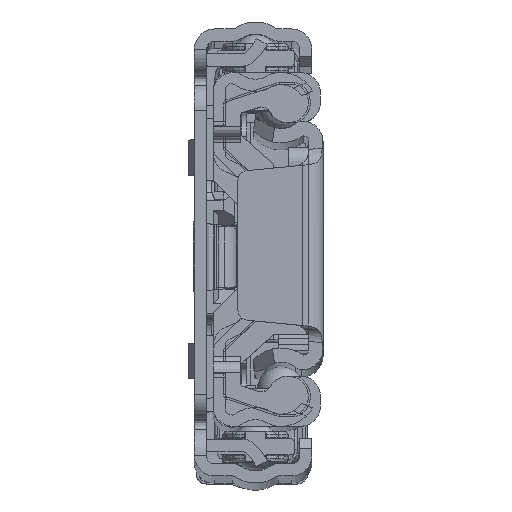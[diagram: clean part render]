
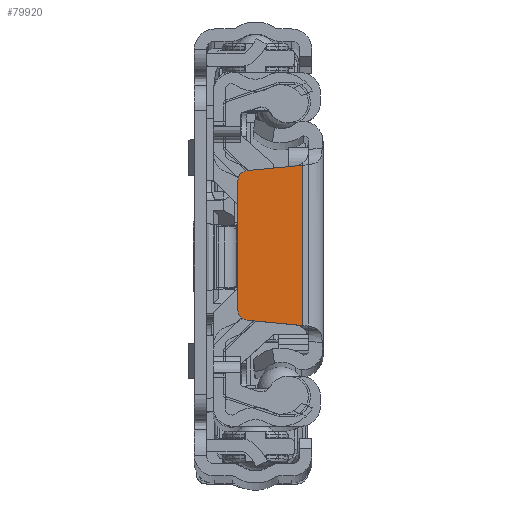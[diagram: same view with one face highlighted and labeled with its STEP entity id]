
A CAD part, top view. The second image highlights one B-rep face of the part: STEP entity #79920.
In plain terms, the highlighted face is planar.
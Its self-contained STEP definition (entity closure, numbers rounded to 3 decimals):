
#948 = DIRECTION ( 'NONE',  ( 0., 0., 1. ) ) ;
#5508 = DIRECTION ( 'NONE',  ( -0.995, -0.095, 0. ) ) ;
#5952 = AXIS2_PLACEMENT_3D ( 'NONE', #79878, #948, #47052 ) ;
#7725 = VERTEX_POINT ( 'NONE', #27225 ) ;
#8802 = ORIENTED_EDGE ( 'NONE', *, *, #64543, .T. ) ;
#10829 = CARTESIAN_POINT ( 'NONE',  ( -8.4, 6.391, 0. ) ) ;
#11523 = EDGE_CURVE ( 'NONE', #64034, #33066, #30708, .T. ) ;
#13214 = DIRECTION ( 'NONE',  ( 0., 0., -1. ) ) ;
#14176 = VECTOR ( 'NONE', #5508, 1000. ) ;
#14189 = LINE ( 'NONE', #78070, #28817 ) ;
#16753 = AXIS2_PLACEMENT_3D ( 'NONE', #24155, #76342, #57329 ) ;
#18039 = VECTOR ( 'NONE', #48005, 1000. ) ;
#18700 = VERTEX_POINT ( 'NONE', #10829 ) ;
#20483 = CARTESIAN_POINT ( 'NONE',  ( -8.4, -6.391, 0. ) ) ;
#20554 = CIRCLE ( 'NONE', #16753, 1. ) ;
#21002 = LINE ( 'NONE', #76640, #81841 ) ;
#21134 = LINE ( 'NONE', #48855, #18039 ) ;
#22083 = LINE ( 'NONE', #45113, #76735 ) ;
#22709 = CIRCLE ( 'NONE', #51242, 1. ) ;
#22907 = ORIENTED_EDGE ( 'NONE', *, *, #11523, .F. ) ;
#23391 = ORIENTED_EDGE ( 'NONE', *, *, #52882, .T. ) ;
#24155 = CARTESIAN_POINT ( 'NONE',  ( -7.4, -6.391, 0. ) ) ;
#27225 = CARTESIAN_POINT ( 'NONE',  ( -7.495, -7.386, 0. ) ) ;
#28817 = VECTOR ( 'NONE', #70607, 1000. ) ;
#29419 = ORIENTED_EDGE ( 'NONE', *, *, #31953, .T. ) ;
#30708 = LINE ( 'NONE', #44978, #14176 ) ;
#31953 = EDGE_CURVE ( 'NONE', #48133, #78810, #21002, .T. ) ;
#33066 = VERTEX_POINT ( 'NONE', #49993 ) ;
#36573 = FACE_OUTER_BOUND ( 'NONE', #48221, .T. ) ;
#38901 = CARTESIAN_POINT ( 'NONE',  ( -7.4, 6.391, 0. ) ) ;
#39476 = DIRECTION ( 'NONE',  ( 1., 0., 0. ) ) ;
#39486 = VERTEX_POINT ( 'NONE', #58979 ) ;
#40757 = CARTESIAN_POINT ( 'NONE',  ( -2.758, 7.837, 0. ) ) ;
#42621 = EDGE_CURVE ( 'NONE', #7725, #78810, #14189, .T. ) ;
#43310 = ORIENTED_EDGE ( 'NONE', *, *, #42621, .F. ) ;
#44978 = CARTESIAN_POINT ( 'NONE',  ( -8.4, 7.3, 0. ) ) ;
#45113 = CARTESIAN_POINT ( 'NONE',  ( -2., 7.91, 0. ) ) ;
#46716 = DIRECTION ( 'NONE',  ( 0., -1., 0. ) ) ;
#47052 = DIRECTION ( 'NONE',  ( 1., 0., 0. ) ) ;
#48005 = DIRECTION ( 'NONE',  ( 0., 1., 0. ) ) ;
#48133 = VERTEX_POINT ( 'NONE', #83289 ) ;
#48221 = EDGE_LOOP ( 'NONE', ( #43310, #62584, #23391, #79034, #22907, #72183, #8802, #29419 ) ) ;
#48239 = EDGE_CURVE ( 'NONE', #18700, #33066, #22709, .T. ) ;
#48855 = CARTESIAN_POINT ( 'NONE',  ( -8.4, 8.1, 0. ) ) ;
#49993 = CARTESIAN_POINT ( 'NONE',  ( -7.495, 7.386, 0. ) ) ;
#50497 = LINE ( 'NONE', #72351, #83460 ) ;
#51242 = AXIS2_PLACEMENT_3D ( 'NONE', #38901, #13214, #39476 ) ;
#52882 = EDGE_CURVE ( 'NONE', #68921, #18700, #21134, .T. ) ;
#57329 = DIRECTION ( 'NONE',  ( 1., 0., 0. ) ) ;
#58979 = CARTESIAN_POINT ( 'NONE',  ( -2., 7.91, 0. ) ) ;
#62584 = ORIENTED_EDGE ( 'NONE', *, *, #64788, .T. ) ;
#64034 = VERTEX_POINT ( 'NONE', #40757 ) ;
#64543 = EDGE_CURVE ( 'NONE', #39486, #48133, #50497, .T. ) ;
#64788 = EDGE_CURVE ( 'NONE', #7725, #68921, #20554, .T. ) ;
#66662 = PLANE ( 'NONE',  #5952 ) ;
#67995 = CARTESIAN_POINT ( 'NONE',  ( -2.758, -7.837, 0. ) ) ;
#68921 = VERTEX_POINT ( 'NONE', #20483 ) ;
#69478 = DIRECTION ( 'NONE',  ( -0.995, 0.095, 0. ) ) ;
#70607 = DIRECTION ( 'NONE',  ( 0.995, -0.095, 0. ) ) ;
#71044 = DIRECTION ( 'NONE',  ( -0.995, -0.095, 0. ) ) ;
#72183 = ORIENTED_EDGE ( 'NONE', *, *, #74328, .F. ) ;
#72351 = CARTESIAN_POINT ( 'NONE',  ( -2., -13.87, 0. ) ) ;
#74328 = EDGE_CURVE ( 'NONE', #39486, #64034, #22083, .T. ) ;
#76342 = DIRECTION ( 'NONE',  ( 0., 0., -1. ) ) ;
#76640 = CARTESIAN_POINT ( 'NONE',  ( -2., -7.91, 0. ) ) ;
#76735 = VECTOR ( 'NONE', #71044, 1000. ) ;
#78070 = CARTESIAN_POINT ( 'NONE',  ( -8.4, -7.3, 0. ) ) ;
#78810 = VERTEX_POINT ( 'NONE', #67995 ) ;
#79034 = ORIENTED_EDGE ( 'NONE', *, *, #48239, .T. ) ;
#79878 = CARTESIAN_POINT ( 'NONE',  ( -4.143, -13.87, 0. ) ) ;
#79920 = ADVANCED_FACE ( 'NONE', ( #36573 ), #66662, .F. ) ;
#81841 = VECTOR ( 'NONE', #69478, 1000. ) ;
#83289 = CARTESIAN_POINT ( 'NONE',  ( -2., -7.91, 0. ) ) ;
#83460 = VECTOR ( 'NONE', #46716, 1000. ) ;
